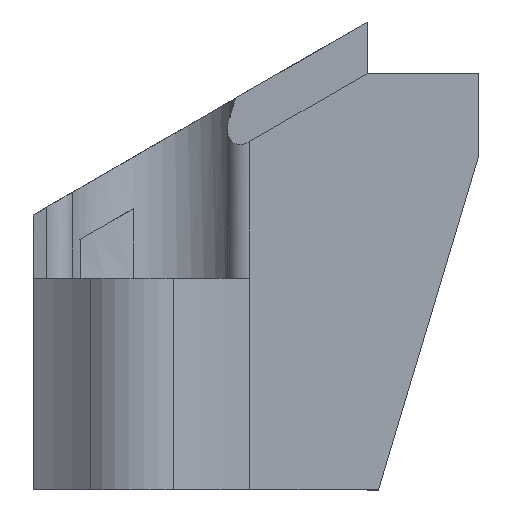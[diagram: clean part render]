
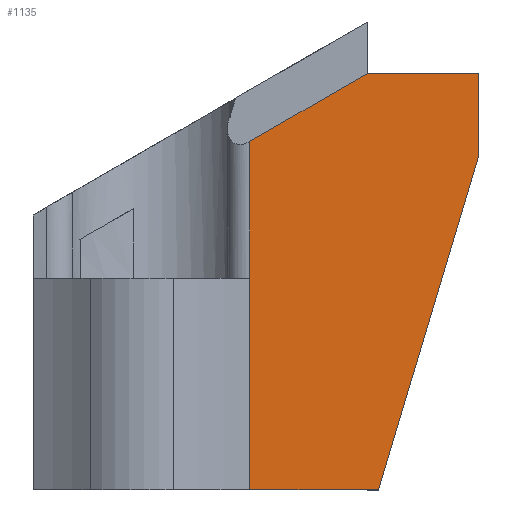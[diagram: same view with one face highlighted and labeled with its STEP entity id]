
A CAD part, front view. The second image highlights one B-rep face of the part: STEP entity #1135.
In plain terms, the highlighted planar face has unit normal (0, -1, 0).
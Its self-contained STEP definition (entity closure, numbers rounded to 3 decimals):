
#125=FACE_OUTER_BOUND('',#190,.T.);
#190=EDGE_LOOP('',(#882,#883,#884,#885,#886,#887,#888));
#299=LINE('',#1816,#413);
#304=LINE('',#1836,#418);
#306=LINE('',#1840,#420);
#307=LINE('',#1842,#421);
#308=LINE('',#1844,#422);
#309=LINE('',#1846,#423);
#310=LINE('',#1847,#424);
#413=VECTOR('',#1442,10.);
#418=VECTOR('',#1463,10.);
#420=VECTOR('',#1467,10.);
#421=VECTOR('',#1468,10.);
#422=VECTOR('',#1469,10.);
#423=VECTOR('',#1470,10.);
#424=VECTOR('',#1471,10.);
#524=VERTEX_POINT('',#1813);
#525=VERTEX_POINT('',#1815);
#532=VERTEX_POINT('',#1835);
#533=VERTEX_POINT('',#1839);
#534=VERTEX_POINT('',#1841);
#535=VERTEX_POINT('',#1843);
#536=VERTEX_POINT('',#1845);
#653=EDGE_CURVE('',#525,#524,#299,.T.);
#663=EDGE_CURVE('',#532,#524,#304,.T.);
#665=EDGE_CURVE('',#533,#532,#306,.T.);
#666=EDGE_CURVE('',#534,#533,#307,.T.);
#667=EDGE_CURVE('',#535,#534,#308,.T.);
#668=EDGE_CURVE('',#536,#535,#309,.T.);
#669=EDGE_CURVE('',#525,#536,#310,.T.);
#882=ORIENTED_EDGE('',*,*,#663,.F.);
#883=ORIENTED_EDGE('',*,*,#665,.F.);
#884=ORIENTED_EDGE('',*,*,#666,.F.);
#885=ORIENTED_EDGE('',*,*,#667,.F.);
#886=ORIENTED_EDGE('',*,*,#668,.F.);
#887=ORIENTED_EDGE('',*,*,#669,.F.);
#888=ORIENTED_EDGE('',*,*,#653,.T.);
#1092=PLANE('',#1231);
#1135=ADVANCED_FACE('',(#125),#1092,.T.);
#1231=AXIS2_PLACEMENT_3D('',#1838,#1465,#1466);
#1442=DIRECTION('',(1.,0.,0.));
#1463=DIRECTION('',(-0.287,0.,-0.958));
#1465=DIRECTION('center_axis',(0.,-1.,0.));
#1466=DIRECTION('ref_axis',(1.,0.,0.));
#1467=DIRECTION('',(0.,0.,-1.));
#1468=DIRECTION('',(1.,0.,0.));
#1469=DIRECTION('',(0.866,0.,0.5));
#1470=DIRECTION('',(0.,0.,1.));
#1471=DIRECTION('',(0.,0.,1.));
#1813=CARTESIAN_POINT('',(-97.5,-20.,-15.));
#1815=CARTESIAN_POINT('',(-103.285,-20.,-15.));
#1816=CARTESIAN_POINT('',(-107.35,-20.,-15.));
#1835=CARTESIAN_POINT('',(-93.,-20.,0.));
#1836=CARTESIAN_POINT('',(-96.782,-20.,-12.605));
#1838=CARTESIAN_POINT('Origin',(-107.35,-20.,-15.));
#1839=CARTESIAN_POINT('',(-93.,-20.,3.691));
#1840=CARTESIAN_POINT('',(-93.,-20.,3.691));
#1841=CARTESIAN_POINT('',(-98.,-20.,3.691));
#1842=CARTESIAN_POINT('',(-98.,-20.,3.691));
#1843=CARTESIAN_POINT('',(-103.285,-20.,0.639));
#1844=CARTESIAN_POINT('',(-108.3,-20.,-2.256));
#1845=CARTESIAN_POINT('',(-103.285,-20.,-5.5));
#1846=CARTESIAN_POINT('',(-103.285,-20.,-15.));
#1847=CARTESIAN_POINT('',(-103.285,-20.,-15.));
